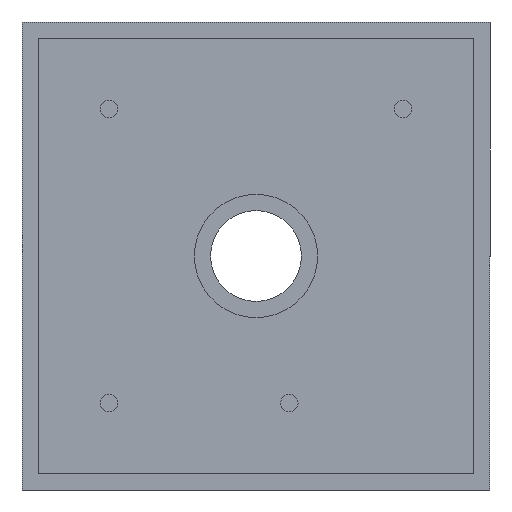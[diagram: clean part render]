
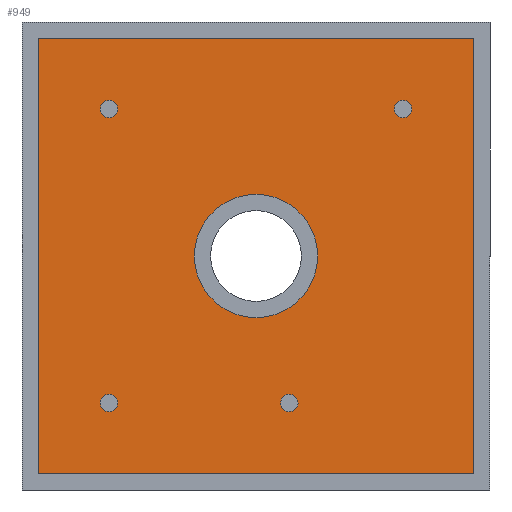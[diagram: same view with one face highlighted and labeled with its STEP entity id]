
A CAD part, front view. The second image highlights one B-rep face of the part: STEP entity #949.
In plain terms, the highlighted planar face has unit normal (0, -1, 0).
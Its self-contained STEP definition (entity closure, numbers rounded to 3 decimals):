
#12 = DIRECTION ( 'NONE',  ( 0., 0., -1. ) ) ;
#17 = CARTESIAN_POINT ( 'NONE',  ( -9.05, 0.5, 9.585 ) ) ;
#26 = CARTESIAN_POINT ( 'NONE',  ( 0., 0.5, 0. ) ) ;
#41 = FACE_BOUND ( 'NONE', #236, .T. ) ;
#51 = CARTESIAN_POINT ( 'NONE',  ( -9.05, 0.5, 9.05 ) ) ;
#54 = VERTEX_POINT ( 'NONE', #577 ) ;
#59 = ORIENTED_EDGE ( 'NONE', *, *, #870, .F. ) ;
#60 = VERTEX_POINT ( 'NONE', #433 ) ;
#62 = EDGE_CURVE ( 'NONE', #368, #362, #444, .T. ) ;
#64 = CARTESIAN_POINT ( 'NONE',  ( 2.05, 0.5, -9.585 ) ) ;
#71 = ORIENTED_EDGE ( 'NONE', *, *, #562, .F. ) ;
#81 = VECTOR ( 'NONE', #259, 1000. ) ;
#95 = CIRCLE ( 'NONE', #603, 0.535 ) ;
#105 = ORIENTED_EDGE ( 'NONE', *, *, #147, .T. ) ;
#109 = CARTESIAN_POINT ( 'NONE',  ( -13.4, 0.5, 13.4 ) ) ;
#111 = CARTESIAN_POINT ( 'NONE',  ( -9.05, 0.5, -8.515 ) ) ;
#117 = DIRECTION ( 'NONE',  ( 0., -1., 0. ) ) ;
#119 = DIRECTION ( 'NONE',  ( 0., 0., -1. ) ) ;
#126 = EDGE_LOOP ( 'NONE', ( #435, #71 ) ) ;
#127 = EDGE_CURVE ( 'NONE', #54, #876, #513, .T. ) ;
#128 = DIRECTION ( 'NONE',  ( 0., 0., -1. ) ) ;
#134 = EDGE_CURVE ( 'NONE', #590, #611, #557, .T. ) ;
#135 = DIRECTION ( 'NONE',  ( 0., -1., 0. ) ) ;
#140 = AXIS2_PLACEMENT_3D ( 'NONE', #543, #442, #597 ) ;
#147 = EDGE_CURVE ( 'NONE', #276, #777, #300, .T. ) ;
#151 = CARTESIAN_POINT ( 'NONE',  ( 2.05, 0.5, -9.05 ) ) ;
#157 = AXIS2_PLACEMENT_3D ( 'NONE', #528, #135, #450 ) ;
#160 = CIRCLE ( 'NONE', #249, 0.535 ) ;
#174 = FACE_BOUND ( 'NONE', #126, .T. ) ;
#189 = PLANE ( 'NONE',  #496 ) ;
#199 = CIRCLE ( 'NONE', #309, 3.795 ) ;
#210 = EDGE_LOOP ( 'NONE', ( #657, #958 ) ) ;
#211 = CIRCLE ( 'NONE', #779, 0.535 ) ;
#221 = ORIENTED_EDGE ( 'NONE', *, *, #516, .T. ) ;
#224 = CARTESIAN_POINT ( 'NONE',  ( 13.4, 0.5, 13.4 ) ) ;
#227 = EDGE_CURVE ( 'NONE', #394, #762, #211, .T. ) ;
#231 = CARTESIAN_POINT ( 'NONE',  ( -13.4, 0.5, 13.4 ) ) ;
#236 = EDGE_LOOP ( 'NONE', ( #913, #59 ) ) ;
#249 = AXIS2_PLACEMENT_3D ( 'NONE', #419, #117, #673 ) ;
#250 = LINE ( 'NONE', #869, #409 ) ;
#254 = LINE ( 'NONE', #564, #81 ) ;
#255 = EDGE_CURVE ( 'NONE', #609, #676, #344, .T. ) ;
#259 = DIRECTION ( 'NONE',  ( 0., 0., 1. ) ) ;
#270 = FACE_BOUND ( 'NONE', #210, .T. ) ;
#272 = DIRECTION ( 'NONE',  ( 0., -1., 0. ) ) ;
#276 = VERTEX_POINT ( 'NONE', #633 ) ;
#295 = VECTOR ( 'NONE', #538, 1000. ) ;
#300 = LINE ( 'NONE', #224, #295 ) ;
#306 = DIRECTION ( 'NONE',  ( 0., -1., 0. ) ) ;
#309 = AXIS2_PLACEMENT_3D ( 'NONE', #955, #272, #423 ) ;
#316 = ORIENTED_EDGE ( 'NONE', *, *, #134, .F. ) ;
#344 = CIRCLE ( 'NONE', #389, 0.535 ) ;
#350 = FACE_BOUND ( 'NONE', #852, .T. ) ;
#354 = CARTESIAN_POINT ( 'NONE',  ( -13.4, 0.5, -13.4 ) ) ;
#362 = VERTEX_POINT ( 'NONE', #672 ) ;
#368 = VERTEX_POINT ( 'NONE', #733 ) ;
#379 = EDGE_CURVE ( 'NONE', #676, #609, #95, .T. ) ;
#384 = EDGE_LOOP ( 'NONE', ( #539, #221, #771, #105 ) ) ;
#386 = CARTESIAN_POINT ( 'NONE',  ( -9.05, 0.5, 8.515 ) ) ;
#389 = AXIS2_PLACEMENT_3D ( 'NONE', #480, #715, #12 ) ;
#394 = VERTEX_POINT ( 'NONE', #819 ) ;
#397 = ORIENTED_EDGE ( 'NONE', *, *, #479, .F. ) ;
#409 = VECTOR ( 'NONE', #711, 1000. ) ;
#413 = DIRECTION ( 'NONE',  ( 0., 0., -1. ) ) ;
#414 = VERTEX_POINT ( 'NONE', #354 ) ;
#419 = CARTESIAN_POINT ( 'NONE',  ( 2.05, 0.5, -9.05 ) ) ;
#423 = DIRECTION ( 'NONE',  ( 0., 0., -1. ) ) ;
#433 = CARTESIAN_POINT ( 'NONE',  ( 13.4, 0.5, -13.4 ) ) ;
#435 = ORIENTED_EDGE ( 'NONE', *, *, #62, .F. ) ;
#442 = DIRECTION ( 'NONE',  ( 0., -1., 0. ) ) ;
#444 = CIRCLE ( 'NONE', #706, 3.795 ) ;
#450 = DIRECTION ( 'NONE',  ( 0., 0., -1. ) ) ;
#468 = DIRECTION ( 'NONE',  ( 0., -1., 0. ) ) ;
#470 = DIRECTION ( 'NONE',  ( 0., 0., -1. ) ) ;
#471 = DIRECTION ( 'NONE',  ( 0., 0., -1. ) ) ;
#479 = EDGE_CURVE ( 'NONE', #611, #590, #693, .T. ) ;
#480 = CARTESIAN_POINT ( 'NONE',  ( -9.05, 0.5, 9.05 ) ) ;
#490 = CARTESIAN_POINT ( 'NONE',  ( -9.05, 0.5, -9.585 ) ) ;
#496 = AXIS2_PLACEMENT_3D ( 'NONE', #816, #957, #119 ) ;
#505 = LINE ( 'NONE', #109, #637 ) ;
#506 = ORIENTED_EDGE ( 'NONE', *, *, #127, .F. ) ;
#513 = CIRCLE ( 'NONE', #140, 0.535 ) ;
#516 = EDGE_CURVE ( 'NONE', #414, #60, #250, .T. ) ;
#528 = CARTESIAN_POINT ( 'NONE',  ( -9.05, 0.5, -9.05 ) ) ;
#538 = DIRECTION ( 'NONE',  ( -1., 0., 0. ) ) ;
#539 = ORIENTED_EDGE ( 'NONE', *, *, #984, .T. ) ;
#543 = CARTESIAN_POINT ( 'NONE',  ( 9.05, 0.5, 9.05 ) ) ;
#557 = CIRCLE ( 'NONE', #157, 0.535 ) ;
#562 = EDGE_CURVE ( 'NONE', #362, #368, #199, .T. ) ;
#564 = CARTESIAN_POINT ( 'NONE',  ( 13.4, 0.5, -13.4 ) ) ;
#577 = CARTESIAN_POINT ( 'NONE',  ( 9.05, 0.5, 9.585 ) ) ;
#590 = VERTEX_POINT ( 'NONE', #490 ) ;
#597 = DIRECTION ( 'NONE',  ( 0., 0., -1. ) ) ;
#603 = AXIS2_PLACEMENT_3D ( 'NONE', #51, #956, #960 ) ;
#609 = VERTEX_POINT ( 'NONE', #17 ) ;
#611 = VERTEX_POINT ( 'NONE', #111 ) ;
#631 = CARTESIAN_POINT ( 'NONE',  ( -9.05, 0.5, -9.05 ) ) ;
#633 = CARTESIAN_POINT ( 'NONE',  ( 13.4, 0.5, 13.4 ) ) ;
#637 = VECTOR ( 'NONE', #904, 1000. ) ;
#638 = EDGE_CURVE ( 'NONE', #60, #276, #254, .T. ) ;
#650 = FACE_BOUND ( 'NONE', #689, .T. ) ;
#657 = ORIENTED_EDGE ( 'NONE', *, *, #255, .F. ) ;
#669 = DIRECTION ( 'NONE',  ( 0., -1., 0. ) ) ;
#672 = CARTESIAN_POINT ( 'NONE',  ( 0., 0.5, 3.795 ) ) ;
#673 = DIRECTION ( 'NONE',  ( 0., 0., -1. ) ) ;
#676 = VERTEX_POINT ( 'NONE', #386 ) ;
#689 = EDGE_LOOP ( 'NONE', ( #397, #316 ) ) ;
#693 = CIRCLE ( 'NONE', #721, 0.535 ) ;
#694 = AXIS2_PLACEMENT_3D ( 'NONE', #734, #814, #413 ) ;
#706 = AXIS2_PLACEMENT_3D ( 'NONE', #26, #669, #128 ) ;
#711 = DIRECTION ( 'NONE',  ( 1., 0., 0. ) ) ;
#715 = DIRECTION ( 'NONE',  ( 0., -1., 0. ) ) ;
#721 = AXIS2_PLACEMENT_3D ( 'NONE', #631, #306, #470 ) ;
#725 = FACE_OUTER_BOUND ( 'NONE', #384, .T. ) ;
#733 = CARTESIAN_POINT ( 'NONE',  ( 0., 0.5, -3.795 ) ) ;
#734 = CARTESIAN_POINT ( 'NONE',  ( 9.05, 0.5, 9.05 ) ) ;
#762 = VERTEX_POINT ( 'NONE', #64 ) ;
#771 = ORIENTED_EDGE ( 'NONE', *, *, #638, .T. ) ;
#777 = VERTEX_POINT ( 'NONE', #231 ) ;
#779 = AXIS2_PLACEMENT_3D ( 'NONE', #151, #468, #471 ) ;
#811 = ORIENTED_EDGE ( 'NONE', *, *, #839, .F. ) ;
#814 = DIRECTION ( 'NONE',  ( 0., -1., 0. ) ) ;
#816 = CARTESIAN_POINT ( 'NONE',  ( 0., 0.5, 0. ) ) ;
#819 = CARTESIAN_POINT ( 'NONE',  ( 2.05, 0.5, -8.515 ) ) ;
#839 = EDGE_CURVE ( 'NONE', #876, #54, #928, .T. ) ;
#852 = EDGE_LOOP ( 'NONE', ( #506, #811 ) ) ;
#869 = CARTESIAN_POINT ( 'NONE',  ( -13.4, 0.5, -13.4 ) ) ;
#870 = EDGE_CURVE ( 'NONE', #762, #394, #160, .T. ) ;
#876 = VERTEX_POINT ( 'NONE', #883 ) ;
#883 = CARTESIAN_POINT ( 'NONE',  ( 9.05, 0.5, 8.515 ) ) ;
#904 = DIRECTION ( 'NONE',  ( 0., 0., -1. ) ) ;
#913 = ORIENTED_EDGE ( 'NONE', *, *, #227, .F. ) ;
#928 = CIRCLE ( 'NONE', #694, 0.535 ) ;
#949 = ADVANCED_FACE ( 'NONE', ( #41, #650, #350, #270, #174, #725 ), #189, .T. ) ;
#955 = CARTESIAN_POINT ( 'NONE',  ( 0., 0.5, 0. ) ) ;
#956 = DIRECTION ( 'NONE',  ( 0., -1., 0. ) ) ;
#957 = DIRECTION ( 'NONE',  ( 0., -1., 0. ) ) ;
#958 = ORIENTED_EDGE ( 'NONE', *, *, #379, .F. ) ;
#960 = DIRECTION ( 'NONE',  ( 0., 0., -1. ) ) ;
#984 = EDGE_CURVE ( 'NONE', #777, #414, #505, .T. ) ;
